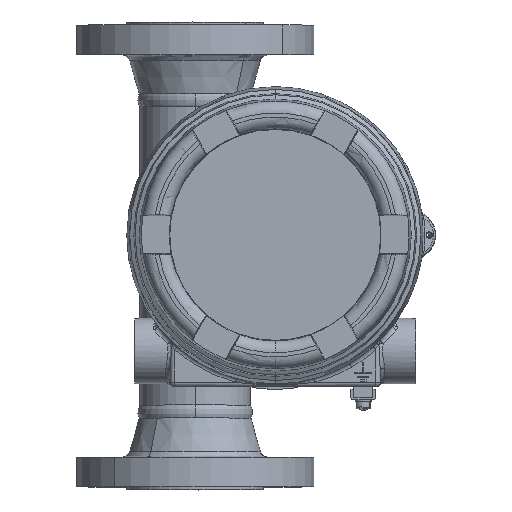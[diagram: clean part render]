
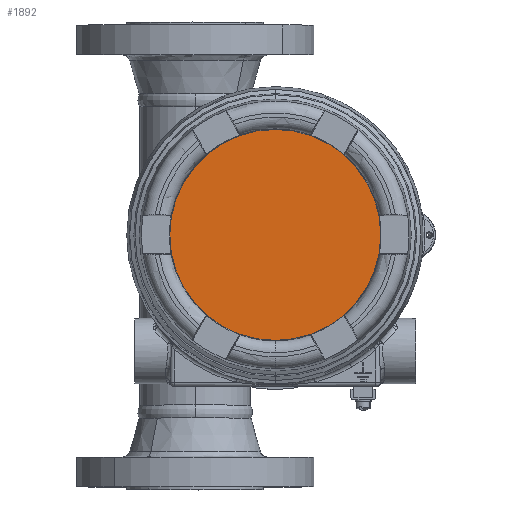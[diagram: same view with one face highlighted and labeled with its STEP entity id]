
A CAD part, top view. The second image highlights one B-rep face of the part: STEP entity #1892.
In plain terms, the highlighted planar face has unit normal (0, 0, 1).
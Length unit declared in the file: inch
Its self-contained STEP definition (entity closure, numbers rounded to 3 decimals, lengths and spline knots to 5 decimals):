
#284 = ORIENTED_EDGE ( 'NONE', *, *, #35000, .T. ) ;
#1892 = ADVANCED_FACE ( 'NONE', ( #8394 ), #12424, .T. ) ;
#2779 = CARTESIAN_POINT ( 'NONE',  ( 7.80738, 5.74484, 10.43031 ) ) ;
#4784 = CIRCLE ( 'NONE', #15473, 2.536 ) ;
#7510 = VERTEX_POINT ( 'NONE', #2779 ) ;
#7987 = DIRECTION ( 'NONE',  ( 1., 0., 0. ) ) ;
#8394 = FACE_OUTER_BOUND ( 'NONE', #15827, .T. ) ;
#12424 = PLANE ( 'NONE',  #38331 ) ;
#13947 = CIRCLE ( 'NONE', #42472, 2.536 ) ;
#15473 = AXIS2_PLACEMENT_3D ( 'NONE', #40653, #26133, #36193 ) ;
#15794 = VERTEX_POINT ( 'NONE', #37423 ) ;
#15827 = EDGE_LOOP ( 'NONE', ( #284, #17587 ) ) ;
#16421 = EDGE_CURVE ( 'NONE', #7510, #15794, #13947, .T. ) ;
#17587 = ORIENTED_EDGE ( 'NONE', *, *, #16421, .T. ) ;
#22018 = DIRECTION ( 'NONE',  ( 0., 0., 1. ) ) ;
#24748 = DIRECTION ( 'NONE',  ( 0., 0., 1. ) ) ;
#26133 = DIRECTION ( 'NONE',  ( 0., 0., 1. ) ) ;
#28832 = CARTESIAN_POINT ( 'NONE',  ( 5.27138, 5.74484, 10.43031 ) ) ;
#35000 = EDGE_CURVE ( 'NONE', #15794, #7510, #4784, .T. ) ;
#35665 = DIRECTION ( 'NONE',  ( 1., 0., 0. ) ) ;
#36193 = DIRECTION ( 'NONE',  ( 1., 0., 0. ) ) ;
#37423 = CARTESIAN_POINT ( 'NONE',  ( 2.73538, 5.74484, 10.43031 ) ) ;
#38331 = AXIS2_PLACEMENT_3D ( 'NONE', #38785, #22018, #35665 ) ;
#38785 = CARTESIAN_POINT ( 'NONE',  ( 5.27138, 5.74484, 10.43031 ) ) ;
#40653 = CARTESIAN_POINT ( 'NONE',  ( 5.27138, 5.74484, 10.43031 ) ) ;
#42472 = AXIS2_PLACEMENT_3D ( 'NONE', #28832, #24748, #7987 ) ;
